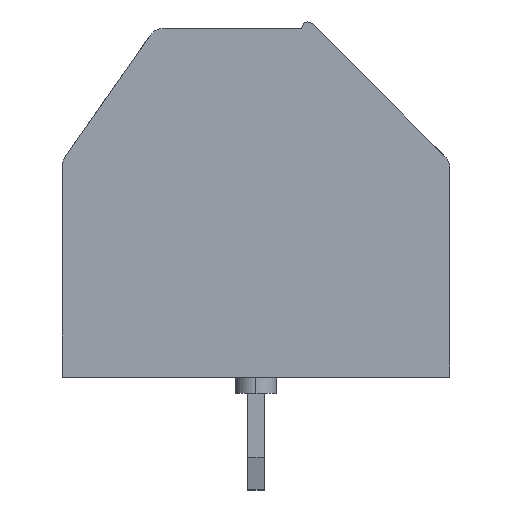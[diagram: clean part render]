
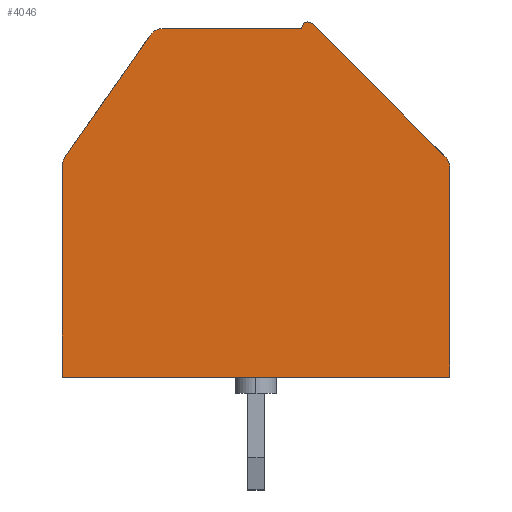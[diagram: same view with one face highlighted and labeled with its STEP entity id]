
A CAD part, left-side view. The second image highlights one B-rep face of the part: STEP entity #4046.
In plain terms, the highlighted planar face has unit normal (-1, 0, 0).
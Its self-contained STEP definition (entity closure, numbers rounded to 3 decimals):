
#3796=CARTESIAN_POINT('',(-20.5,-6.,6.493));
#3797=VERTEX_POINT('',#3796);
#3813=CARTESIAN_POINT('',(-20.5,-5.854,6.846));
#3814=VERTEX_POINT('',#3813);
#3821=CARTESIAN_POINT('',(-20.5,-5.5,6.493));
#3822=DIRECTION('',(-1.0,0.0,0.0));
#3823=DIRECTION('',(0.0,-1.0,0.0));
#3824=AXIS2_PLACEMENT_3D('',#3821,#3822,#3823);
#3825=CIRCLE('',#3824,0.5);
#3826=EDGE_CURVE('',#3797,#3814,#3825,.T.);
#3870=CARTESIAN_POINT('',(-20.5,-1.759,10.941));
#3871=VERTEX_POINT('',#3870);
#3887=CARTESIAN_POINT('',(-20.5,-1.417,10.8));
#3888=VERTEX_POINT('',#3887);
#3895=CARTESIAN_POINT('',(-20.5,-1.617,10.8));
#3896=DIRECTION('',(-1.0,0.0,0.0));
#3897=DIRECTION('',(0.0,-1.0,0.0));
#3898=AXIS2_PLACEMENT_3D('',#3895,#3896,#3897);
#3899=CIRCLE('',#3898,0.2);
#3900=EDGE_CURVE('',#3871,#3888,#3899,.T.);
#3975=CARTESIAN_POINT('',(-20.5,46.601,-8.009));
#3976=DIRECTION('',(-1.0,0.0,0.0));
#3977=DIRECTION('',(0.0,-1.0,0.0));
#3978=AXIS2_PLACEMENT_3D('',#3975,#3976,#3977);
#3979=PLANE('',#3978);
#3980=CARTESIAN_POINT('',(-20.5,3.278,10.587));
#3981=VERTEX_POINT('',#3980);
#3982=CARTESIAN_POINT('',(-20.5,5.91,6.829));
#3983=VERTEX_POINT('',#3982);
#3984=CARTESIAN_POINT('',(-20.5,3.278,10.587));
#3985=DIRECTION('',(0.0,0.574,-0.819));
#3986=VECTOR('',#3985,4.587);
#3987=LINE('',#3984,#3986);
#3988=EDGE_CURVE('',#3981,#3983,#3987,.T.);
#3989=ORIENTED_EDGE('',*,*,#3988,.T.);
#3990=CARTESIAN_POINT('',(-20.5,6.0,6.542));
#3991=VERTEX_POINT('',#3990);
#3992=CARTESIAN_POINT('',(-20.5,5.5,6.542));
#3993=DIRECTION('',(-1.0,0.0,0.0));
#3994=DIRECTION('',(0.0,-1.0,0.0));
#3995=AXIS2_PLACEMENT_3D('',#3992,#3993,#3994);
#3996=CIRCLE('',#3995,0.5);
#3997=EDGE_CURVE('',#3983,#3991,#3996,.T.);
#3998=ORIENTED_EDGE('',*,*,#3997,.T.);
#3999=CARTESIAN_POINT('',(-20.5,6.0,0.0));
#4000=VERTEX_POINT('',#3999);
#4001=CARTESIAN_POINT('',(-20.5,6.0,6.542));
#4002=DIRECTION('',(0.0,0.0,-1.0));
#4003=VECTOR('',#4002,6.542);
#4004=LINE('',#4001,#4003);
#4005=EDGE_CURVE('',#3991,#4000,#4004,.T.);
#4006=ORIENTED_EDGE('',*,*,#4005,.T.);
#4007=CARTESIAN_POINT('',(-20.5,-6.,0.0));
#4008=VERTEX_POINT('',#4007);
#4009=CARTESIAN_POINT('',(-20.5,6.0,0.0));
#4010=DIRECTION('',(0.0,-1.0,0.0));
#4011=VECTOR('',#4010,12.);
#4012=LINE('',#4009,#4011);
#4013=EDGE_CURVE('',#4000,#4008,#4012,.T.);
#4014=ORIENTED_EDGE('',*,*,#4013,.T.);
#4015=CARTESIAN_POINT('',(-20.5,-6.,0.0));
#4016=DIRECTION('',(0.0,0.0,1.0));
#4017=VECTOR('',#4016,6.493);
#4018=LINE('',#4015,#4017);
#4019=EDGE_CURVE('',#4008,#3797,#4018,.T.);
#4020=ORIENTED_EDGE('',*,*,#4019,.T.);
#4021=ORIENTED_EDGE('',*,*,#3826,.T.);
#4022=CARTESIAN_POINT('',(-20.5,-5.854,6.846));
#4023=DIRECTION('',(0.0,0.707,0.707));
#4024=VECTOR('',#4023,5.791);
#4025=LINE('',#4022,#4024);
#4026=EDGE_CURVE('',#3814,#3871,#4025,.T.);
#4027=ORIENTED_EDGE('',*,*,#4026,.T.);
#4028=ORIENTED_EDGE('',*,*,#3900,.T.);
#4029=CARTESIAN_POINT('',(-20.5,2.869,10.8));
#4030=VERTEX_POINT('',#4029);
#4031=CARTESIAN_POINT('',(-20.5,-1.417,10.8));
#4032=DIRECTION('',(0.0,1.0,0.0));
#4033=VECTOR('',#4032,4.286);
#4034=LINE('',#4031,#4033);
#4035=EDGE_CURVE('',#3888,#4030,#4034,.T.);
#4036=ORIENTED_EDGE('',*,*,#4035,.T.);
#4037=CARTESIAN_POINT('',(-20.5,2.869,10.3));
#4038=DIRECTION('',(-1.0,0.0,0.0));
#4039=DIRECTION('',(0.0,-1.0,0.0));
#4040=AXIS2_PLACEMENT_3D('',#4037,#4038,#4039);
#4041=CIRCLE('',#4040,0.5);
#4042=EDGE_CURVE('',#4030,#3981,#4041,.T.);
#4043=ORIENTED_EDGE('',*,*,#4042,.T.);
#4044=EDGE_LOOP('',(#3989,#3998,#4006,#4014,#4020,#4021,#4027,#4028,#4036,#4043));
#4045=FACE_OUTER_BOUND('',#4044,.T.);
#4046=ADVANCED_FACE('',(#4045),#3979,.T.);
